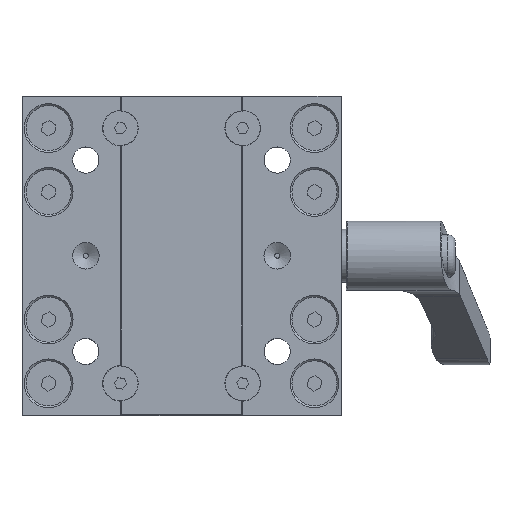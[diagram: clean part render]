
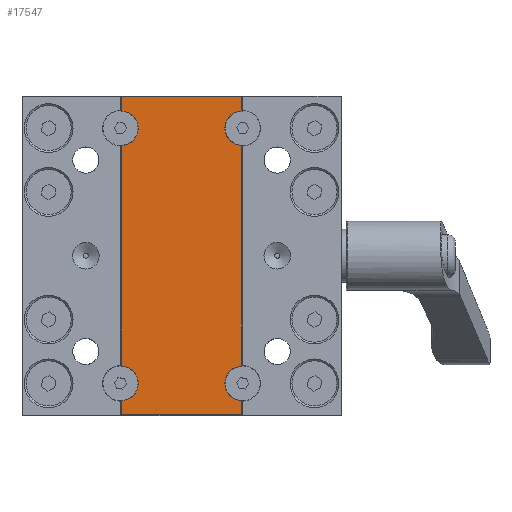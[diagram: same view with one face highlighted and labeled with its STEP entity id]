
A CAD part, top view. The second image highlights one B-rep face of the part: STEP entity #17547.
In plain terms, the highlighted planar face has unit normal (0, 0, 1).
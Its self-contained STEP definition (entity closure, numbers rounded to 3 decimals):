
#480=CIRCLE('',#18491,3.25);
#481=CIRCLE('',#18492,3.25);
#482=CIRCLE('',#18493,3.25);
#483=CIRCLE('',#18494,3.25);
#2160=ORIENTED_EDGE('',*,*,#5292,.T.);
#2161=ORIENTED_EDGE('',*,*,#5293,.T.);
#2162=ORIENTED_EDGE('',*,*,#5294,.T.);
#2163=ORIENTED_EDGE('',*,*,#5295,.T.);
#2164=ORIENTED_EDGE('',*,*,#5296,.T.);
#2165=ORIENTED_EDGE('',*,*,#5297,.T.);
#2166=ORIENTED_EDGE('',*,*,#5298,.T.);
#2167=ORIENTED_EDGE('',*,*,#5299,.T.);
#2168=ORIENTED_EDGE('',*,*,#5300,.T.);
#2169=ORIENTED_EDGE('',*,*,#5301,.T.);
#2170=ORIENTED_EDGE('',*,*,#5279,.T.);
#2171=ORIENTED_EDGE('',*,*,#5302,.T.);
#5279=EDGE_CURVE('',#6924,#6925,#8016,.F.);
#5292=EDGE_CURVE('',#6938,#6939,#480,.F.);
#5293=EDGE_CURVE('',#6939,#6940,#8029,.T.);
#5294=EDGE_CURVE('',#6940,#6941,#481,.F.);
#5295=EDGE_CURVE('',#6941,#6942,#8030,.T.);
#5296=EDGE_CURVE('',#6942,#6943,#8031,.T.);
#5297=EDGE_CURVE('',#6943,#6944,#8032,.F.);
#5298=EDGE_CURVE('',#6944,#6945,#482,.F.);
#5299=EDGE_CURVE('',#6945,#6946,#8033,.F.);
#5300=EDGE_CURVE('',#6946,#6947,#483,.F.);
#5301=EDGE_CURVE('',#6947,#6924,#8034,.F.);
#5302=EDGE_CURVE('',#6925,#6938,#8035,.T.);
#6924=VERTEX_POINT('',#24469);
#6925=VERTEX_POINT('',#24471);
#6938=VERTEX_POINT('',#24501);
#6939=VERTEX_POINT('',#24502);
#6940=VERTEX_POINT('',#24504);
#6941=VERTEX_POINT('',#24506);
#6942=VERTEX_POINT('',#24508);
#6943=VERTEX_POINT('',#24510);
#6944=VERTEX_POINT('',#24512);
#6945=VERTEX_POINT('',#24514);
#6946=VERTEX_POINT('',#24516);
#6947=VERTEX_POINT('',#24518);
#8016=LINE('',#24472,#9319);
#8029=LINE('',#24503,#9332);
#8030=LINE('',#24507,#9333);
#8031=LINE('',#24509,#9334);
#8032=LINE('',#24511,#9335);
#8033=LINE('',#24515,#9336);
#8034=LINE('',#24519,#9337);
#8035=LINE('',#24520,#9338);
#9319=VECTOR('',#20400,1000.);
#9332=VECTOR('',#20421,1000.);
#9333=VECTOR('',#20424,1000.);
#9334=VECTOR('',#20425,1000.);
#9335=VECTOR('',#20426,1000.);
#9336=VECTOR('',#20429,1000.);
#9337=VECTOR('',#20432,1000.);
#9338=VECTOR('',#20433,1000.);
#10484=EDGE_LOOP('',(#2160,#2161,#2162,#2163,#2164,#2165,#2166,#2167,#2168,
#2169,#2170,#2171));
#11346=FACE_BOUND('',#10484,.T.);
#11997=PLANE('',#18490);
#17547=ADVANCED_FACE('',(#11346),#11997,.T.);
#18490=AXIS2_PLACEMENT_3D('',#24499,#20417,#20418);
#18491=AXIS2_PLACEMENT_3D('',#24500,#20419,#20420);
#18492=AXIS2_PLACEMENT_3D('',#24505,#20422,#20423);
#18493=AXIS2_PLACEMENT_3D('',#24513,#20427,#20428);
#18494=AXIS2_PLACEMENT_3D('',#24517,#20430,#20431);
#20400=DIRECTION('',(1.,0.,0.));
#20417=DIRECTION('',(0.,0.,1.));
#20418=DIRECTION('',(0.,1.,0.));
#20419=DIRECTION('',(0.,0.,1.));
#20420=DIRECTION('',(0.,1.,0.));
#20421=DIRECTION('',(0.,-1.,0.));
#20422=DIRECTION('',(0.,0.,1.));
#20423=DIRECTION('',(0.,1.,0.));
#20424=DIRECTION('',(0.,-1.,0.));
#20425=DIRECTION('',(1.,0.,0.));
#20426=DIRECTION('',(0.,-1.,0.));
#20427=DIRECTION('',(0.,0.,1.));
#20428=DIRECTION('',(0.,1.,0.));
#20429=DIRECTION('',(0.,-1.,0.));
#20430=DIRECTION('',(0.,0.,1.));
#20431=DIRECTION('',(0.,1.,0.));
#20432=DIRECTION('',(0.,-1.,0.));
#20433=DIRECTION('',(0.,-1.,0.));
#24469=CARTESIAN_POINT('',(11.3,59.9,37.));
#24471=CARTESIAN_POINT('',(-11.3,59.9,37.));
#24472=CARTESIAN_POINT('',(-11.5,59.9,37.));
#24499=CARTESIAN_POINT('',(-24.5,60.,37.));
#24500=CARTESIAN_POINT('',(-11.4,54.,37.));
#24501=CARTESIAN_POINT('',(-11.3,57.248,37.));
#24502=CARTESIAN_POINT('',(-11.3,50.752,37.));
#24503=CARTESIAN_POINT('',(-11.3,9.05,37.));
#24504=CARTESIAN_POINT('',(-11.3,9.248,37.));
#24505=CARTESIAN_POINT('',(-11.4,6.,37.));
#24506=CARTESIAN_POINT('',(-11.3,2.752,37.));
#24507=CARTESIAN_POINT('',(-11.3,0.,37.));
#24508=CARTESIAN_POINT('',(-11.3,0.1,37.));
#24509=CARTESIAN_POINT('',(11.5,0.1,37.));
#24510=CARTESIAN_POINT('',(11.3,0.1,37.));
#24511=CARTESIAN_POINT('',(11.3,60.,37.));
#24512=CARTESIAN_POINT('',(11.3,2.752,37.));
#24513=CARTESIAN_POINT('',(11.4,6.,37.));
#24514=CARTESIAN_POINT('',(11.2,9.244,37.));
#24515=CARTESIAN_POINT('',(11.2,60.,37.));
#24516=CARTESIAN_POINT('',(11.2,50.756,37.));
#24517=CARTESIAN_POINT('',(11.4,54.,37.));
#24518=CARTESIAN_POINT('',(11.3,57.248,37.));
#24519=CARTESIAN_POINT('',(11.3,60.,37.));
#24520=CARTESIAN_POINT('',(-11.3,57.05,37.));
